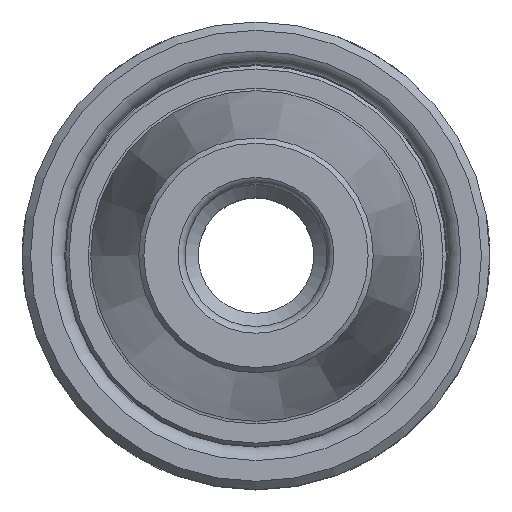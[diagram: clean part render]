
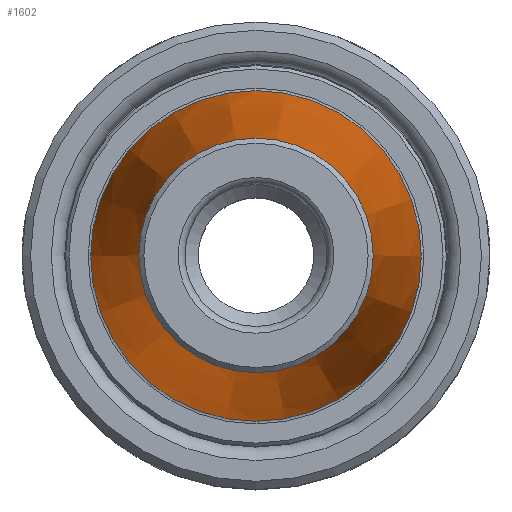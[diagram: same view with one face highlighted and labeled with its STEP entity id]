
A CAD part, top view. The second image highlights one B-rep face of the part: STEP entity #1602.
In plain terms, the highlighted conical face has half-angle 8 degrees and reference radius 9.9 mm.
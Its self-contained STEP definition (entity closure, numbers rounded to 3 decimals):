
#147=CONICAL_SURFACE('',#1710,9.9,0.14);
#206=ORIENTED_EDGE('',*,*,#461,.T.);
#207=ORIENTED_EDGE('',*,*,#439,.F.);
#439=EDGE_CURVE('',#571,#571,#675,.T.);
#461=EDGE_CURVE('',#593,#593,#695,.T.);
#571=VERTEX_POINT('',#2217);
#593=VERTEX_POINT('',#2274);
#675=CIRCLE('',#1678,7.02);
#695=CIRCLE('',#1711,9.9);
#779=EDGE_LOOP('',(#206));
#780=EDGE_LOOP('',(#207));
#907=FACE_BOUND('',#779,.T.);
#908=FACE_BOUND('',#780,.T.);
#1602=ADVANCED_FACE('',(#907,#908),#147,.T.);
#1678=AXIS2_PLACEMENT_3D('',#2216,#1849,#1850);
#1710=AXIS2_PLACEMENT_3D('',#2272,#1915,#1916);
#1711=AXIS2_PLACEMENT_3D('',#2273,#1917,#1918);
#1849=DIRECTION('',(0.,0.,1.));
#1850=DIRECTION('',(1.,0.,0.));
#1915=DIRECTION('',(0.,0.,-1.));
#1916=DIRECTION('',(-1.,0.,0.));
#1917=DIRECTION('',(0.,0.,1.));
#1918=DIRECTION('',(1.,0.,0.));
#2216=CARTESIAN_POINT('',(0.,0.,62.693));
#2217=CARTESIAN_POINT('',(7.02,0.,62.693));
#2272=CARTESIAN_POINT('',(0.,0.,42.198));
#2273=CARTESIAN_POINT('',(0.,0.,42.198));
#2274=CARTESIAN_POINT('',(9.9,0.,42.198));
